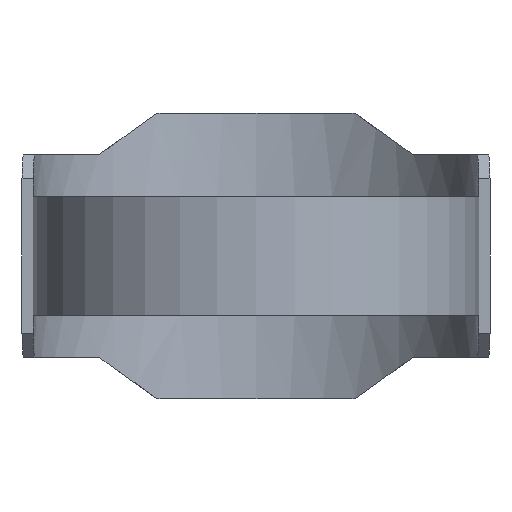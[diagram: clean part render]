
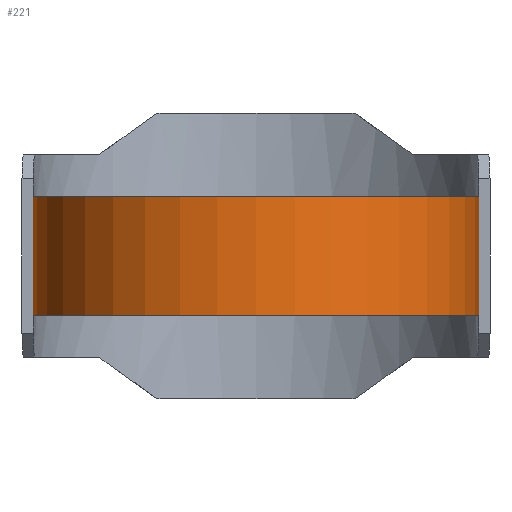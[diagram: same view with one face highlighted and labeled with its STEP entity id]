
A CAD part, front view. The second image highlights one B-rep face of the part: STEP entity #221.
In plain terms, the highlighted cylindrical face has radius 112.5 mm (diameter 225 mm), a partial arc.
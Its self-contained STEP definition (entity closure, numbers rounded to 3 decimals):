
#221 = ADVANCED_FACE( '', ( #572 ), #573, .T. );
#237 = EDGE_CURVE( '', #501, #359, #590, .T. );
#277 = VERTEX_POINT( '', #636 );
#279 = VERTEX_POINT( '', #638 );
#359 = VERTEX_POINT( '', #725 );
#397 = EDGE_CURVE( '', #279, #359, #771, .T. );
#409 = EDGE_CURVE( '', #501, #277, #783, .T. );
#501 = VERTEX_POINT( '', #885 );
#503 = EDGE_CURVE( '', #277, #279, #887, .T. );
#572 = FACE_OUTER_BOUND( '', #953, .T. );
#573 = CYLINDRICAL_SURFACE( '', #954, 112.5 );
#590 = CIRCLE( '', #979, 112.5 );
#636 = CARTESIAN_POINT( '', ( -112.5, 0., -30. ) );
#638 = CARTESIAN_POINT( '', ( 112.5, 0., -30. ) );
#725 = CARTESIAN_POINT( '', ( 112.5, 0., 30. ) );
#771 = LINE( '', #1241, #1242 );
#783 = LINE( '', #1323, #1324 );
#885 = CARTESIAN_POINT( '', ( -112.5, 0., 30. ) );
#887 = CIRCLE( '', #1561, 112.5 );
#953 = EDGE_LOOP( '', ( #1633, #1634, #1635, #1636 ) );
#954 = AXIS2_PLACEMENT_3D( '', #1637, #1638, #1639 );
#979 = AXIS2_PLACEMENT_3D( '', #1664, #1665, #1666 );
#1241 = CARTESIAN_POINT( '', ( 112.5, 0., 0. ) );
#1242 = VECTOR( '', #1899, 1. );
#1323 = CARTESIAN_POINT( '', ( -112.5, 0., 0. ) );
#1324 = VECTOR( '', #1906, 1. );
#1561 = AXIS2_PLACEMENT_3D( '', #2028, #2029, #2030 );
#1633 = ORIENTED_EDGE( '', *, *, #397, .T. );
#1634 = ORIENTED_EDGE( '', *, *, #237, .F. );
#1635 = ORIENTED_EDGE( '', *, *, #409, .T. );
#1636 = ORIENTED_EDGE( '', *, *, #503, .T. );
#1637 = CARTESIAN_POINT( '', ( 0., 0., 30. ) );
#1638 = DIRECTION( '', ( 0., 0., 1. ) );
#1639 = DIRECTION( '', ( 1., 0., 0. ) );
#1664 = CARTESIAN_POINT( '', ( 0., 0., 30. ) );
#1665 = DIRECTION( '', ( 0., 0., 1. ) );
#1666 = DIRECTION( '', ( 1., 0., 0. ) );
#1899 = DIRECTION( '', ( 0., 0., 1. ) );
#1906 = DIRECTION( '', ( 0., 0., -1. ) );
#2028 = CARTESIAN_POINT( '', ( 0., 0., -30. ) );
#2029 = DIRECTION( '', ( 0., 0., 1. ) );
#2030 = DIRECTION( '', ( 1., 0., 0. ) );
